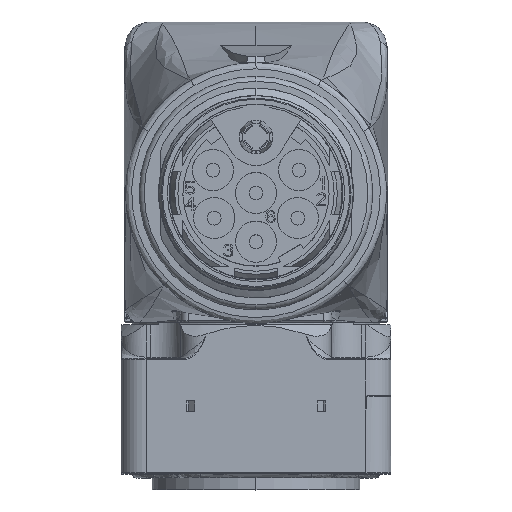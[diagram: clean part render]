
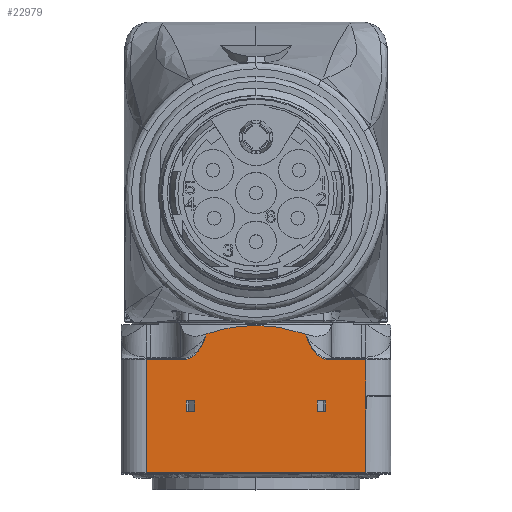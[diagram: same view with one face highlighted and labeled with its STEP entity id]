
A CAD part, top view. The second image highlights one B-rep face of the part: STEP entity #22979.
In plain terms, the highlighted planar face has unit normal (0, 0, 1).
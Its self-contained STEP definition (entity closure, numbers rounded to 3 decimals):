
#490=DIRECTION('',(0.,-1.,0.));
#491=VECTOR('',#490,9.05);
#492=CARTESIAN_POINT('',(-8.8,9.15,10.8));
#493=LINE('',#492,#491);
#508=DIRECTION('',(0.,-1.,0.));
#509=VECTOR('',#508,1.1);
#510=CARTESIAN_POINT('',(8.8,6.3,10.8));
#511=LINE('',#510,#509);
#512=DIRECTION('',(0.,-1.,0.));
#513=VECTOR('',#512,5.1);
#514=CARTESIAN_POINT('',(8.8,5.2,10.8));
#515=LINE('',#514,#513);
#516=DIRECTION('',(-1.,0.,0.));
#517=VECTOR('',#516,17.6);
#518=CARTESIAN_POINT('',(8.8,0.1,10.8));
#519=LINE('',#518,#517);
#520=DIRECTION('',(1.,0.,0.));
#521=VECTOR('',#520,3.046);
#522=CARTESIAN_POINT('',(-8.8,9.15,10.8));
#523=LINE('',#522,#521);
#524=CARTESIAN_POINT('',(-5.754,9.15,10.8));
#525=CARTESIAN_POINT('',(-5.721,9.15,10.8));
#526=CARTESIAN_POINT('',(-5.652,9.154,10.8));
#527=CARTESIAN_POINT('',(-5.542,9.174,10.8));
#528=CARTESIAN_POINT('',(-5.423,9.209,10.8));
#529=CARTESIAN_POINT('',(-5.297,9.262,10.8));
#530=CARTESIAN_POINT('',(-5.162,9.337,10.8));
#531=CARTESIAN_POINT('',(-5.019,9.436,10.8));
#532=CARTESIAN_POINT('',(-4.869,9.562,10.8));
#533=CARTESIAN_POINT('',(-4.716,9.719,10.8));
#534=CARTESIAN_POINT('',(-4.563,9.908,10.8));
#535=CARTESIAN_POINT('',(-4.415,10.127,10.8));
#536=CARTESIAN_POINT('',(-4.274,10.381,10.8));
#537=CARTESIAN_POINT('',(-4.14,10.676,10.8));
#538=CARTESIAN_POINT('',(-4.055,10.912,10.8));
#539=CARTESIAN_POINT('',(-4.015,11.039,10.8));
#541=DIRECTION('',(0.,-1.,0.));
#542=VECTOR('',#541,0.139);
#543=CARTESIAN_POINT('',(-4.015,11.178,10.8));
#544=LINE('',#543,#542);
#545=CARTESIAN_POINT('',(4.015,11.178,10.8));
#546=CARTESIAN_POINT('',(3.828,11.243,10.8));
#547=CARTESIAN_POINT('',(3.457,11.364,10.8));
#548=CARTESIAN_POINT('',(2.912,11.518,10.8));
#549=CARTESIAN_POINT('',(2.374,11.646,10.8));
#550=CARTESIAN_POINT('',(1.842,11.748,10.8));
#551=CARTESIAN_POINT('',(1.313,11.825,10.8));
#552=CARTESIAN_POINT('',(0.787,11.876,10.8));
#553=CARTESIAN_POINT('',(0.262,11.901,10.8));
#554=CARTESIAN_POINT('',(-0.262,11.901,10.8));
#555=CARTESIAN_POINT('',(-0.787,11.876,10.8));
#556=CARTESIAN_POINT('',(-1.313,11.825,10.8));
#557=CARTESIAN_POINT('',(-1.842,11.748,10.8));
#558=CARTESIAN_POINT('',(-2.374,11.646,10.8));
#559=CARTESIAN_POINT('',(-2.912,11.518,10.8));
#560=CARTESIAN_POINT('',(-3.457,11.364,10.8));
#561=CARTESIAN_POINT('',(-3.828,11.243,10.8));
#562=CARTESIAN_POINT('',(-4.015,11.178,10.8));
#564=DIRECTION('',(0.,1.,0.));
#565=VECTOR('',#564,0.138);
#566=CARTESIAN_POINT('',(4.015,11.04,10.8));
#567=LINE('',#566,#565);
#568=CARTESIAN_POINT('',(4.015,11.04,10.8));
#569=CARTESIAN_POINT('',(4.055,10.913,10.8));
#570=CARTESIAN_POINT('',(4.14,10.677,10.8));
#571=CARTESIAN_POINT('',(4.274,10.381,10.8));
#572=CARTESIAN_POINT('',(4.415,10.128,10.8));
#573=CARTESIAN_POINT('',(4.563,9.908,10.8));
#574=CARTESIAN_POINT('',(4.716,9.719,10.8));
#575=CARTESIAN_POINT('',(4.87,9.562,10.8));
#576=CARTESIAN_POINT('',(5.019,9.435,10.8));
#577=CARTESIAN_POINT('',(5.162,9.336,10.8));
#578=CARTESIAN_POINT('',(5.297,9.262,10.8));
#579=CARTESIAN_POINT('',(5.423,9.209,10.8));
#580=CARTESIAN_POINT('',(5.541,9.174,10.8));
#581=CARTESIAN_POINT('',(5.651,9.154,10.8));
#582=CARTESIAN_POINT('',(5.721,9.15,10.8));
#583=CARTESIAN_POINT('',(5.754,9.15,10.8));
#585=DIRECTION('',(1.,0.,0.));
#586=VECTOR('',#585,3.046);
#587=CARTESIAN_POINT('',(5.754,9.15,10.8));
#588=LINE('',#587,#586);
#589=DIRECTION('',(0.,-1.,0.));
#590=VECTOR('',#589,2.85);
#591=CARTESIAN_POINT('',(8.8,9.15,10.8));
#592=LINE('',#591,#590);
#593=DIRECTION('',(0.,1.,0.));
#594=VECTOR('',#593,0.85);
#595=CARTESIAN_POINT('',(-4.9,5.,10.8));
#596=LINE('',#595,#594);
#597=DIRECTION('',(0.,1.,0.));
#598=VECTOR('',#597,0.85);
#599=CARTESIAN_POINT('',(4.9,5.,10.8));
#600=LINE('',#599,#598);
#1693=DIRECTION('',(-1.,0.,0.));
#1694=VECTOR('',#1693,0.7);
#1695=CARTESIAN_POINT('',(5.6,5.,10.8));
#1696=LINE('',#1695,#1694);
#1718=DIRECTION('',(0.,-1.,0.));
#1719=VECTOR('',#1718,0.85);
#1720=CARTESIAN_POINT('',(5.6,5.85,10.8));
#1721=LINE('',#1720,#1719);
#1730=DIRECTION('',(1.,0.,0.));
#1731=VECTOR('',#1730,0.7);
#1732=CARTESIAN_POINT('',(4.9,5.85,10.8));
#1733=LINE('',#1732,#1731);
#2628=CARTESIAN_POINT('',(4.015,11.04,10.8));
#17327=DIRECTION('',(-1.,0.,0.));
#17328=VECTOR('',#17327,0.7);
#17329=CARTESIAN_POINT('',(-4.9,5.,10.8));
#17330=LINE('',#17329,#17328);
#17354=DIRECTION('',(0.,1.,0.));
#17355=VECTOR('',#17354,0.85);
#17356=CARTESIAN_POINT('',(-5.6,5.,10.8));
#17357=LINE('',#17356,#17355);
#17389=DIRECTION('',(1.,0.,0.));
#17390=VECTOR('',#17389,0.7);
#17391=CARTESIAN_POINT('',(-5.6,5.85,10.8));
#17392=LINE('',#17391,#17390);
#19135=VERTEX_POINT('',#545);
#19136=VERTEX_POINT('',#562);
#19256=CARTESIAN_POINT('',(8.8,9.15,10.8));
#19257=VERTEX_POINT('',#19256);
#19260=CARTESIAN_POINT('',(5.754,9.15,10.8));
#19261=VERTEX_POINT('',#19260);
#19262=VERTEX_POINT('',#2628);
#19263=VERTEX_POINT('',#524);
#19264=VERTEX_POINT('',#539);
#19268=CARTESIAN_POINT('',(-8.8,9.15,10.8));
#19269=VERTEX_POINT('',#19268);
#19332=CARTESIAN_POINT('',(-5.6,5.85,10.8));
#19334=VERTEX_POINT('',#19332);
#19359=CARTESIAN_POINT('',(5.6,5.85,10.8));
#19361=VERTEX_POINT('',#19359);
#19364=CARTESIAN_POINT('',(8.8,6.3,10.8));
#19366=VERTEX_POINT('',#19364);
#19553=CARTESIAN_POINT('',(-4.9,5.85,10.8));
#19555=VERTEX_POINT('',#19553);
#19566=CARTESIAN_POINT('',(4.9,5.85,10.8));
#19568=VERTEX_POINT('',#19566);
#19598=CARTESIAN_POINT('',(8.8,0.1,10.8));
#19600=VERTEX_POINT('',#19598);
#19603=CARTESIAN_POINT('',(-8.8,0.1,10.8));
#19604=VERTEX_POINT('',#19603);
#19723=CARTESIAN_POINT('',(5.6,5.,10.8));
#19724=VERTEX_POINT('',#19723);
#19729=CARTESIAN_POINT('',(-5.6,5.,10.8));
#19730=VERTEX_POINT('',#19729);
#19773=CARTESIAN_POINT('',(8.8,5.2,10.8));
#19775=VERTEX_POINT('',#19773);
#19853=CARTESIAN_POINT('',(-4.9,5.,10.8));
#19854=VERTEX_POINT('',#19853);
#19859=CARTESIAN_POINT('',(4.9,5.,10.8));
#19860=VERTEX_POINT('',#19859);
#22929=CARTESIAN_POINT('',(-10.8,5.85,10.8));
#22930=DIRECTION('',(0.,0.,1.));
#22931=DIRECTION('',(1.,0.,0.));
#22932=AXIS2_PLACEMENT_3D('',#22929,#22930,#22931);
#22933=PLANE('',#22932);
#22935=ORIENTED_EDGE('',*,*,#22934,.T.);
#22937=ORIENTED_EDGE('',*,*,#22936,.T.);
#22939=ORIENTED_EDGE('',*,*,#22938,.T.);
#22940=ORIENTED_EDGE('',*,*,#22919,.F.);
#22942=ORIENTED_EDGE('',*,*,#22941,.T.);
#22944=ORIENTED_EDGE('',*,*,#22943,.T.);
#22946=ORIENTED_EDGE('',*,*,#22945,.F.);
#22948=ORIENTED_EDGE('',*,*,#22947,.F.);
#22950=ORIENTED_EDGE('',*,*,#22949,.F.);
#22952=ORIENTED_EDGE('',*,*,#22951,.T.);
#22954=ORIENTED_EDGE('',*,*,#22953,.T.);
#22956=ORIENTED_EDGE('',*,*,#22955,.T.);
#22957=EDGE_LOOP('',(#22935,#22937,#22939,#22940,#22942,#22944,#22946,#22948,
#22950,#22952,#22954,#22956));
#22958=FACE_OUTER_BOUND('',#22957,.F.);
#22960=ORIENTED_EDGE('',*,*,#22959,.F.);
#22962=ORIENTED_EDGE('',*,*,#22961,.F.);
#22964=ORIENTED_EDGE('',*,*,#22963,.T.);
#22966=ORIENTED_EDGE('',*,*,#22965,.F.);
#22967=EDGE_LOOP('',(#22960,#22962,#22964,#22966));
#22968=FACE_BOUND('',#22967,.F.);
#22970=ORIENTED_EDGE('',*,*,#22969,.F.);
#22972=ORIENTED_EDGE('',*,*,#22971,.F.);
#22974=ORIENTED_EDGE('',*,*,#22973,.F.);
#22976=ORIENTED_EDGE('',*,*,#22975,.F.);
#22977=EDGE_LOOP('',(#22970,#22972,#22974,#22976));
#22978=FACE_BOUND('',#22977,.F.);
#540=B_SPLINE_CURVE_WITH_KNOTS('',3,(#524,#525,#526,#527,#528,#529,#530,#531,
#532,#533,#534,#535,#536,#537,#538,#539),.UNSPECIFIED.,.F.,.F.,(4,1,1,1,1,1,1,1,
1,1,1,1,1,4),(0.,0.077,0.154,0.231,
0.308,0.385,0.462,0.538,
0.615,0.692,0.769,0.846,
0.923,1.),.UNSPECIFIED.);
#563=B_SPLINE_CURVE_WITH_KNOTS('',3,(#545,#546,#547,#548,#549,#550,#551,#552,
#553,#554,#555,#556,#557,#558,#559,#560,#561,#562),.UNSPECIFIED.,.F.,.F.,(4,1,1,
1,1,1,1,1,1,1,1,1,1,1,1,4),(0.,0.067,0.133,0.2,
0.267,0.333,0.4,0.467,0.533,
0.6,0.667,0.733,0.8,0.867,
0.933,1.),.UNSPECIFIED.);
#584=B_SPLINE_CURVE_WITH_KNOTS('',3,(#568,#569,#570,#571,#572,#573,#574,#575,
#576,#577,#578,#579,#580,#581,#582,#583),.UNSPECIFIED.,.F.,.F.,(4,1,1,1,1,1,1,1,
1,1,1,1,1,4),(0.,0.077,0.154,0.231,
0.308,0.385,0.462,0.538,
0.615,0.692,0.769,0.846,
0.923,1.),.UNSPECIFIED.);
#22919=EDGE_CURVE('',#19269,#19604,#493,.T.);
#22934=EDGE_CURVE('',#19366,#19775,#511,.T.);
#22936=EDGE_CURVE('',#19775,#19600,#515,.T.);
#22938=EDGE_CURVE('',#19600,#19604,#519,.T.);
#22941=EDGE_CURVE('',#19269,#19263,#523,.T.);
#22943=EDGE_CURVE('',#19263,#19264,#540,.T.);
#22945=EDGE_CURVE('',#19136,#19264,#544,.T.);
#22947=EDGE_CURVE('',#19135,#19136,#563,.T.);
#22949=EDGE_CURVE('',#19262,#19135,#567,.T.);
#22951=EDGE_CURVE('',#19262,#19261,#584,.T.);
#22953=EDGE_CURVE('',#19261,#19257,#588,.T.);
#22955=EDGE_CURVE('',#19257,#19366,#592,.T.);
#22959=EDGE_CURVE('',#19730,#19334,#17357,.T.);
#22961=EDGE_CURVE('',#19854,#19730,#17330,.T.);
#22963=EDGE_CURVE('',#19854,#19555,#596,.T.);
#22965=EDGE_CURVE('',#19334,#19555,#17392,.T.);
#22969=EDGE_CURVE('',#19860,#19568,#600,.T.);
#22971=EDGE_CURVE('',#19724,#19860,#1696,.T.);
#22973=EDGE_CURVE('',#19361,#19724,#1721,.T.);
#22975=EDGE_CURVE('',#19568,#19361,#1733,.T.);
#22979=ADVANCED_FACE('',(#22958,#22968,#22978),#22933,.T.);
